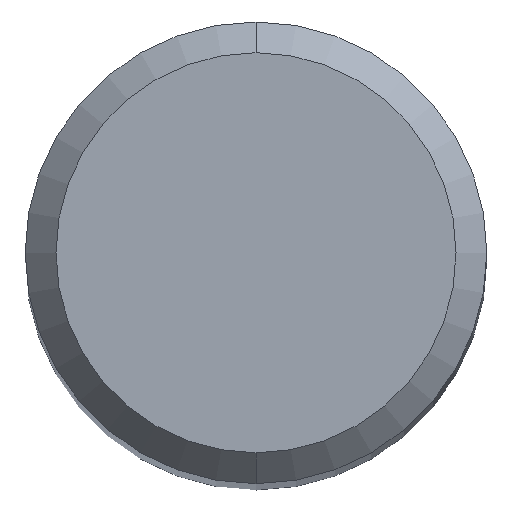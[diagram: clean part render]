
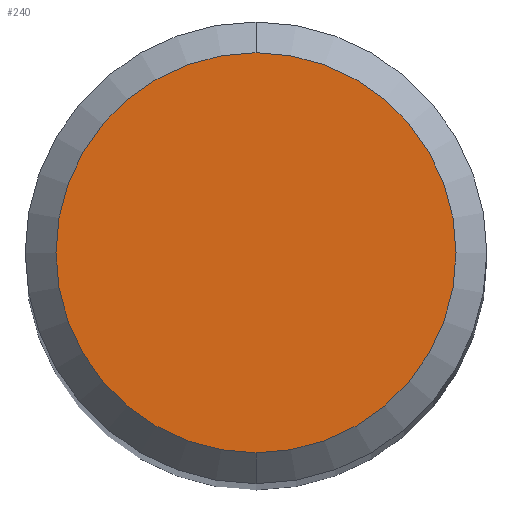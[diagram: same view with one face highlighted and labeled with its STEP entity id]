
A CAD part, top view. The second image highlights one B-rep face of the part: STEP entity #240.
In plain terms, the highlighted planar face has unit normal (0, 0, 1).
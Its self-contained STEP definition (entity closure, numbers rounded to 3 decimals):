
#106=VERTEX_POINT('',#271);
#120=VERTEX_POINT('',#287);
#176=EDGE_CURVE('',#106,#120,#351,.T.);
#196=EDGE_CURVE('',#120,#106,#374,.T.);
#240=ADVANCED_FACE('',(#423),#424,.T.);
#271=CARTESIAN_POINT('',(0.,-2.6,0.0));
#287=CARTESIAN_POINT('',(0.0,2.6,0.0));
#351=CIRCLE('',#550,2.6);
#374=CIRCLE('',#581,2.6);
#423=FACE_OUTER_BOUND('',#636,.T.);
#424=PLANE('',#637);
#550=AXIS2_PLACEMENT_3D('',#766,#767,#768);
#581=AXIS2_PLACEMENT_3D('',#799,#800,#801);
#636=EDGE_LOOP('',(#860,#861));
#637=AXIS2_PLACEMENT_3D('',#862,#863,#864);
#766=CARTESIAN_POINT('',(0.0,0.0,0.0));
#767=DIRECTION('',(0.0,0.0,-1.0));
#768=DIRECTION('',(0.0,1.0,0.0));
#799=CARTESIAN_POINT('',(0.0,0.0,0.0));
#800=DIRECTION('',(0.0,0.0,-1.0));
#801=DIRECTION('',(0.0,1.0,0.0));
#860=ORIENTED_EDGE('',*,*,#196,.F.);
#861=ORIENTED_EDGE('',*,*,#176,.F.);
#862=CARTESIAN_POINT('',(0.0,1.3,0.0));
#863=DIRECTION('',(-0.0,0.0,1.0));
#864=DIRECTION('',(0.0,-1.0,0.0));
